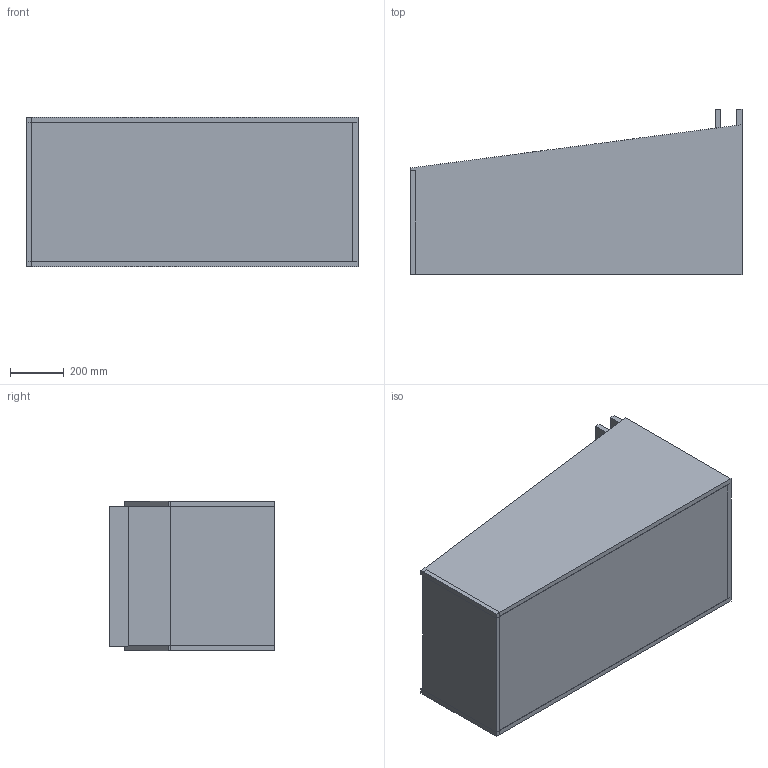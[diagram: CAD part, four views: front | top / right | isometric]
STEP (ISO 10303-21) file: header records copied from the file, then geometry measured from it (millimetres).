
FILE_DESCRIPTION (( 'STEP AP203' ), '1' );
FILE_NAME ('PinCab_Assm_1.STEP', '2018-10-11T19:17:25', ( '' ), ( '' ), 'SwSTEP 2.0', 'SolidWorks 2018', '' );
FILE_SCHEMA (( 'CONFIG_CONTROL_DESIGN' ));
Length unit declared in the file: millimetre
Products named in the file (9): PinCab_Assm_1; 140829_MA_PinCab_Bottom; 140829_MA_PinCab_Tbrace; 140829_MA_PinCab_HeadSupport; 140829_MA_PinCab_Back; 140829_MA_PinCab_BackStop; 140829_MA_PinCab_Front; 140829_MA_PinCab_RtSide; 140902_MA_PinCab_Tbrace_1
Assembly tree (11 placements, depth 3):
  PinCab_Assm_1
    140829_MA_PinCab_RtSide  x2
    140829_MA_PinCab_Front
    140829_MA_PinCab_Bottom
    140829_MA_PinCab_Back
    140829_MA_PinCab_HeadSupport
    140829_MA_PinCab_BackStop
    140902_MA_PinCab_Tbrace_1  x2
      140829_MA_PinCab_Tbrace
Bounding box: 1238.25 x 615.95 x 558.8 mm (x, y, z)
Volume: 51622865.2 mm3; surface area: 5841192.4 mm2
Topology: 11 solids, 11 shells, 66 faces, 132 edges, 88 vertices
Faces by surface type: plane 66
Entity records: 2127 total; most frequent: DIRECTION 198, CARTESIAN_POINT 197, ORIENTED_EDGE 168, EDGE_CURVE 84, VECTOR 84, LINE 84, PERSON_AND_ORGANIZATION 83, DATE_AND_TIME 67
